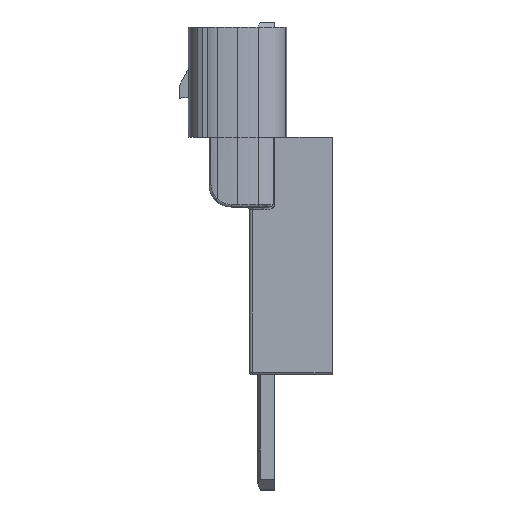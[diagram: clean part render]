
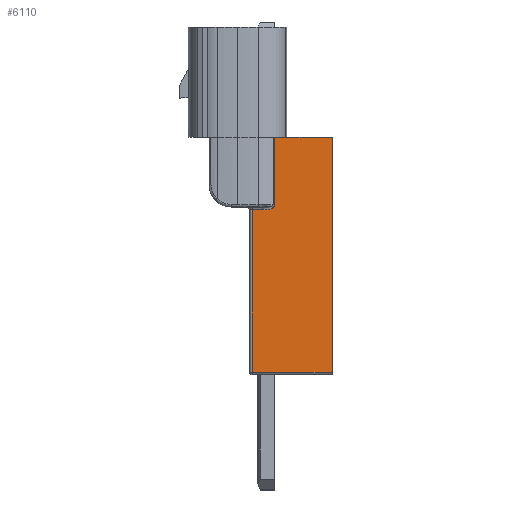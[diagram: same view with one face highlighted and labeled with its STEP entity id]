
A CAD part, left-side view. The second image highlights one B-rep face of the part: STEP entity #6110.
In plain terms, the highlighted planar face has unit normal (-1, 0, 0).
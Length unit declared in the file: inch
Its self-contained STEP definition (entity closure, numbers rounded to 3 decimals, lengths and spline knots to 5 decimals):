
#956 = LINE ( 'NONE', #15280, #991 ) ;
#991 = VECTOR ( 'NONE', #14926, 39.37008 ) ;
#1592 = CARTESIAN_POINT ( 'NONE',  ( -0.14212, 0.13749, 0.0587 ) ) ;
#1621 = DIRECTION ( 'NONE',  ( 0., 0., -1. ) ) ;
#1733 = CARTESIAN_POINT ( 'NONE',  ( -0.14212, 0.13749, -1.6213 ) ) ;
#1740 = FACE_OUTER_BOUND ( 'NONE', #9482, .T. ) ;
#1783 = CARTESIAN_POINT ( 'NONE',  ( -0.14212, 0.04762, -0.46108 ) ) ;
#1834 = CARTESIAN_POINT ( 'NONE',  ( -0.14212, 0.0653, -0.4613 ) ) ;
#1883 = CARTESIAN_POINT ( 'NONE',  ( -0.14212, 0.05645, -0.4613 ) ) ;
#1930 = CARTESIAN_POINT ( 'NONE',  ( -0.14212, 0.0085, -0.45446 ) ) ;
#1950 = CARTESIAN_POINT ( 'NONE',  ( -0.14212, 0.03008, -0.45951 ) ) ;
#2066 = CARTESIAN_POINT ( 'NONE',  ( -0.14212, 0.02131, -0.45817 ) ) ;
#2112 = CARTESIAN_POINT ( 'NONE',  ( -0.14212, 0.00434, -0.45296 ) ) ;
#2145 = CARTESIAN_POINT ( 'NONE',  ( -0.14212, -0.00365, -0.44917 ) ) ;
#2150 = DIRECTION ( 'NONE',  ( 0., 0., -1. ) ) ;
#2320 = CARTESIAN_POINT ( 'NONE',  ( -0.14212, -0.00754, -0.44685 ) ) ;
#2347 = CARTESIAN_POINT ( 'NONE',  ( -0.14212, -0.01751, -0.43791 ) ) ;
#2362 = ORIENTED_EDGE ( 'NONE', *, *, #7877, .T. ) ;
#2396 = CARTESIAN_POINT ( 'NONE',  ( -0.14212, -0.01442, -0.44127 ) ) ;
#2520 = CARTESIAN_POINT ( 'NONE',  ( -0.14212, -0.02194, -0.43019 ) ) ;
#2641 = CARTESIAN_POINT ( 'NONE',  ( -0.14212, -0.02326, -0.42582 ) ) ;
#3240 = CARTESIAN_POINT ( 'NONE',  ( -0.14212, -0.02326, -0.4213 ) ) ;
#3261 = CARTESIAN_POINT ( 'NONE',  ( -0.14212, -0.43301, 0.0587 ) ) ;
#3347 = CARTESIAN_POINT ( 'NONE',  ( -0.14212, -0.02326, -0.4213 ) ) ;
#3709 = ORIENTED_EDGE ( 'NONE', *, *, #9208, .T. ) ;
#3811 = ORIENTED_EDGE ( 'NONE', *, *, #10597, .T. ) ;
#4291 = VECTOR ( 'NONE', #1621, 39.37008 ) ;
#4358 = CARTESIAN_POINT ( 'NONE',  ( -0.14212, 0.13749, -0.4613 ) ) ;
#4437 = LINE ( 'NONE', #1592, #4291 ) ;
#4640 = DIRECTION ( 'NONE',  ( 0., -1., 0. ) ) ;
#4718 = CARTESIAN_POINT ( 'NONE',  ( -0.14212, -0.43301, -1.6213 ) ) ;
#4903 = VERTEX_POINT ( 'NONE', #10234 ) ;
#5123 = CARTESIAN_POINT ( 'NONE',  ( -0.14212, -0.43301, 0.0587 ) ) ;
#6110 = ADVANCED_FACE ( 'NONE', ( #1740 ), #17604, .F. ) ;
#7877 = EDGE_CURVE ( 'NONE', #11325, #11011, #19981, .T. ) ;
#8476 = ORIENTED_EDGE ( 'NONE', *, *, #8897, .T. ) ;
#8897 = EDGE_CURVE ( 'NONE', #11011, #16046, #14818, .T. ) ;
#9208 = EDGE_CURVE ( 'NONE', #16046, #20343, #12595, .T. ) ;
#9482 = EDGE_LOOP ( 'NONE', ( #11884, #2362, #8476, #3709, #3811, #22326, #14176 ) ) ;
#10234 = CARTESIAN_POINT ( 'NONE',  ( -0.14212, -0.43301, -1.6213 ) ) ;
#10597 = EDGE_CURVE ( 'NONE', #20343, #20142, #4437, .T. ) ;
#11011 = VERTEX_POINT ( 'NONE', #21990 ) ;
#11197 = EDGE_CURVE ( 'NONE', #11325, #22406, #956, .T. ) ;
#11325 = VERTEX_POINT ( 'NONE', #13710 ) ;
#11360 = LINE ( 'NONE', #5123, #11413 ) ;
#11413 = VECTOR ( 'NONE', #15753, 39.37008 ) ;
#11634 = EDGE_CURVE ( 'NONE', #20142, #4903, #20145, .T. ) ;
#11884 = ORIENTED_EDGE ( 'NONE', *, *, #11197, .F. ) ;
#12337 = VECTOR ( 'NONE', #18873, 39.37008 ) ;
#12595 = LINE ( 'NONE', #18819, #12337 ) ;
#13710 = CARTESIAN_POINT ( 'NONE',  ( -0.14212, -0.02326, 0.0587 ) ) ;
#14176 = ORIENTED_EDGE ( 'NONE', *, *, #19120, .T. ) ;
#14818 = B_SPLINE_CURVE_WITH_KNOTS ( 'NONE', 3,
 ( #3347, #2641, #2520, #2347, #2396, #2320, #2145, #2112, #1930, #2066, #1950, #1783, #1883, #1834 ),
 .UNSPECIFIED., .F., .F.,
 ( 4, 2, 2, 2, 2, 2, 4 ),
 ( 0., 0.00034, 0.00067, 0.00101, 0.00135, 0.00202, 0.0027 ),
 .UNSPECIFIED. ) ;
#14926 = DIRECTION ( 'NONE',  ( 0., -1., 0. ) ) ;
#15280 = CARTESIAN_POINT ( 'NONE',  ( -0.14212, -0.43301, 0.0587 ) ) ;
#15609 = AXIS2_PLACEMENT_3D ( 'NONE', #17015, #16786, #16734 ) ;
#15753 = DIRECTION ( 'NONE',  ( 0., 0., 1. ) ) ;
#16046 = VERTEX_POINT ( 'NONE', #20782 ) ;
#16734 = DIRECTION ( 'NONE',  ( 0., 0., 1. ) ) ;
#16786 = DIRECTION ( 'NONE',  ( 1., 0., 0. ) ) ;
#17015 = CARTESIAN_POINT ( 'NONE',  ( -0.14212, -0.43301, 0.0587 ) ) ;
#17604 = PLANE ( 'NONE',  #15609 ) ;
#18819 = CARTESIAN_POINT ( 'NONE',  ( -0.14212, 0.13749, -0.4613 ) ) ;
#18873 = DIRECTION ( 'NONE',  ( 0., 1., 0. ) ) ;
#19120 = EDGE_CURVE ( 'NONE', #4903, #22406, #11360, .T. ) ;
#19981 = LINE ( 'NONE', #3240, #20070 ) ;
#20070 = VECTOR ( 'NONE', #2150, 39.37008 ) ;
#20142 = VERTEX_POINT ( 'NONE', #1733 ) ;
#20145 = LINE ( 'NONE', #4718, #20761 ) ;
#20343 = VERTEX_POINT ( 'NONE', #4358 ) ;
#20761 = VECTOR ( 'NONE', #4640, 39.37008 ) ;
#20782 = CARTESIAN_POINT ( 'NONE',  ( -0.14212, 0.0653, -0.4613 ) ) ;
#21990 = CARTESIAN_POINT ( 'NONE',  ( -0.14212, -0.02326, -0.4213 ) ) ;
#22326 = ORIENTED_EDGE ( 'NONE', *, *, #11634, .T. ) ;
#22406 = VERTEX_POINT ( 'NONE', #3261 ) ;
